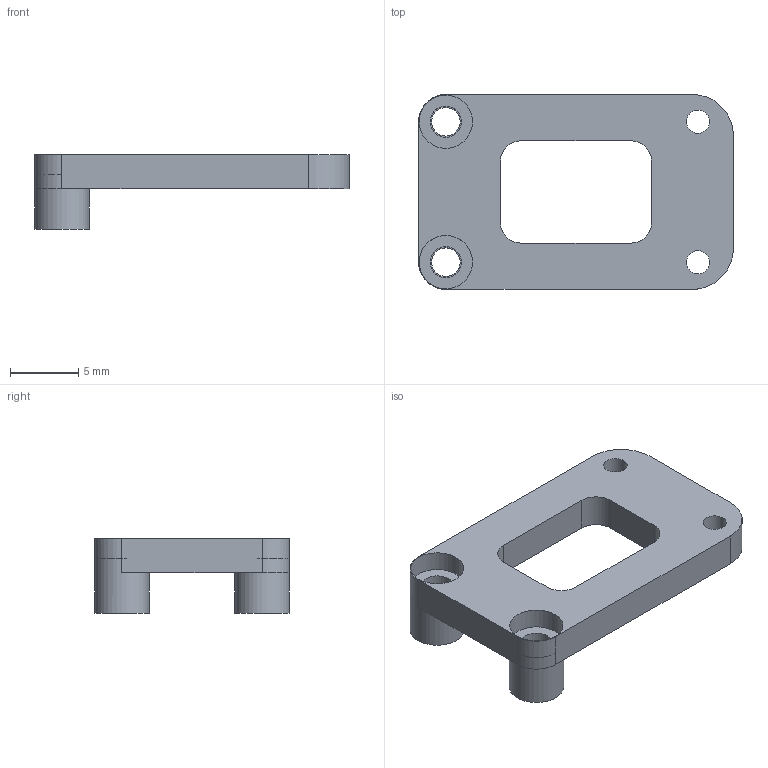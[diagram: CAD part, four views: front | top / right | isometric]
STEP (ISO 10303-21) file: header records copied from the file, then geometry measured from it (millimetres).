
FILE_DESCRIPTION(/* description */ (''),/* implementation_level */ '2;1');
FILE_NAME(/* name */ 'mounting_tray_reference_mount.step',/* time_stamp */ '2021-11-13T00:46:50+01:00',/* author */ (''),/* organization */ (''),/* preprocessor_version */ 'ST-DEVELOPER v18.1',/* originating_system */ 'Autodesk Translation Framework v10.10.0.1391',/* authorisation */ '');
FILE_SCHEMA (('AUTOMOTIVE_DESIGN { 1 0 10303 214 3 1 1 }'));
Length unit declared in the file: millimetre
Products named in the file (1): Rotation endstop mount
Bounding box: 23.1 x 14.3 x 5.5 mm (x, y, z)
Volume: 607.7 mm3; surface area: 919.7 mm2
Topology: 1 solids, 1 shells, 34 faces, 80 edges, 53 vertices
Faces by surface type: cylinder 17, plane 17
Full cylindrical faces by diameter (mm): 1.7 x2, 2.1 x2, 2.3 x2, 3.9 x2, 4 x2
Entity records: 1046 total; most frequent: DIRECTION 187, CARTESIAN_POINT 168, ORIENTED_EDGE 160, EDGE_CURVE 80, AXIS2_PLACEMENT_3D 72, VERTEX_POINT 53, EDGE_LOOP 49, LINE 43
